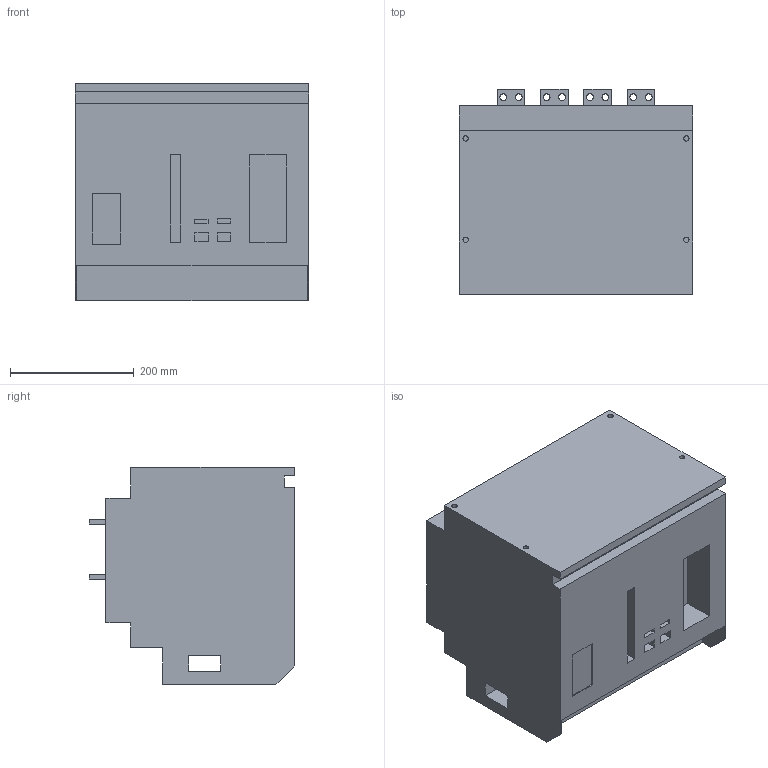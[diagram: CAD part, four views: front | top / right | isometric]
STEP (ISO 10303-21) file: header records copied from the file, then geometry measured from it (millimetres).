
FILE_DESCRIPTION((''),'2;1');
FILE_NAME('NXA16N08-12-MD4','2019-04-25T',('xuxc'),(''),'CREO PARAMETRIC BY PTC INC, 2015480','CREO PARAMETRIC BY PTC INC, 2015480','');
FILE_SCHEMA(('CONFIG_CONTROL_DESIGN'));
Length unit declared in the file: millimetre
Products named in the file (1): NXA16N08-12-MD4
Bounding box: 378 x 331.5 x 351 mm (x, y, z)
Volume: 34810445.6 mm3; surface area: 839313.1 mm2
Topology: 1 solids, 1 shells, 145 faces, 372 edges, 248 vertices
Faces by surface type: plane 105, cylinder 40
Entity records: 4513 total; most frequent: CARTESIAN_POINT 765, ORIENTED_EDGE 744, DIRECTION 742, EDGE_CURVE 372, VECTOR 292, LINE 292, VERTEX_POINT 248, AXIS2_PLACEMENT_3D 225
